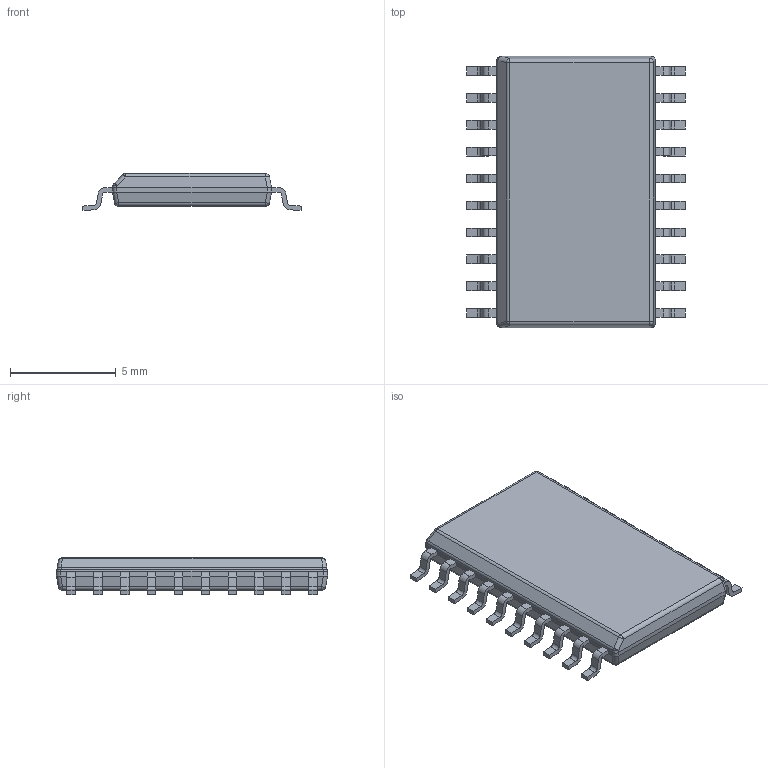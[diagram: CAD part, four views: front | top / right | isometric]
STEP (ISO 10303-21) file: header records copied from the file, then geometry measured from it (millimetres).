
FILE_DESCRIPTION((''),'2;1');
FILE_NAME('DW0020A_ASM','2016-05-02T',('a0412025'),(''),'PRO/ENGINEER BY PARAMETRIC TECHNOLOGY CORPORATION, 2011490','PRO/ENGINEER BY PARAMETRIC TECHNOLOGY CORPORATION, 2011490','');
FILE_SCHEMA(('AUTOMOTIVE_DESIGN_CC2 { 1 2 10303 214 -1 1 5 2 }'));
Length unit declared in the file: millimetre
Products named in the file (4): BODY-SO; LEAD-SO; PIN1-ID; DW0020A_ASM
Assembly tree (22 placements, depth 2):
  DW0020A_ASM
    BODY-SO
    LEAD-SO  x20
    PIN1-ID
Bounding box: 10.33 x 12.8 x 1.75 mm (x, y, z)
Volume: 147.2 mm3; surface area: 290.8 mm2
Topology: 21 solids, 21 shells, 336 faces, 836 edges, 542 vertices
Faces by surface type: plane 223, cylinder 103, sphere 10
Entity records: 2901 total; most frequent: CARTESIAN_POINT 710, DIRECTION 350, ORIENTED_EDGE 304, PRESENTATION_STYLE_ASSIGNMENT 154, STYLED_ITEM 154, CURVE_STYLE 152, EDGE_CURVE 152, AXIS2_PLACEMENT_3D 134
